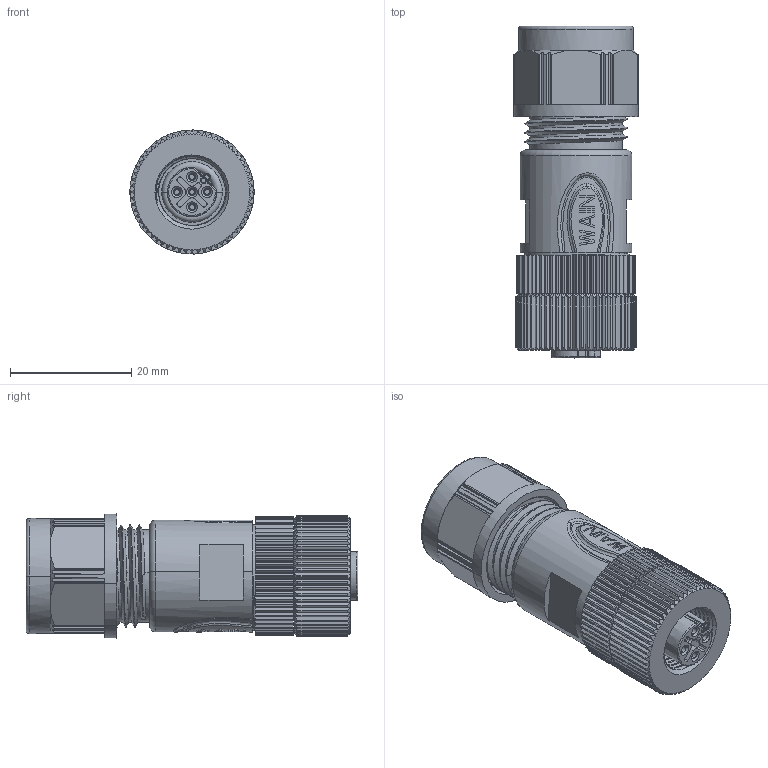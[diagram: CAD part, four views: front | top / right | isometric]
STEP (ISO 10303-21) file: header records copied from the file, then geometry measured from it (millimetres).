
FILE_DESCRIPTION(/* description */ (''),/* implementation_level */ '2;1');
FILE_NAME(/* name */ '3D_1630054213108_M12P-F05B-T-D10_V1.0_stp.stp',/* time_stamp */ '2023-12-15T10:41:00+08:00',/* author */ (''),/* organization */ (''),/* preprocessor_version */ 'ST-DEVELOPER v18.1',/* originating_system */ 'SIEMENS PLM Software NX 1980',/* authorisation */ '');
FILE_SCHEMA (('AUTOMOTIVE_DESIGN { 1 0 10303 214 3 1 1 1 }'));
Length unit declared in the file: millimetre
Products named in the file (1): 3D_1630054213108_M12P-F05B-T-D10_V1.0_stp
Bounding box: 20.5 x 54.8 x 20.49 mm (x, y, z)
Volume: 13767.2 mm3; surface area: 6513.5 mm2
Topology: 1 solids, 12 shells, 1126 faces, 2993 edges, 1924 vertices
Faces by surface type: plane 457, cylinder 380, cone 232, bspline 28, torus 27, sphere 2
Entity records: 44677 total; most frequent: CARTESIAN_POINT 18103, ORIENTED_EDGE 5982, DIRECTION 4995, EDGE_CURVE 2991, AXIS2_PLACEMENT_3D 1933, VERTEX_POINT 1924, EDGE_LOOP 1177, LINE 1129
